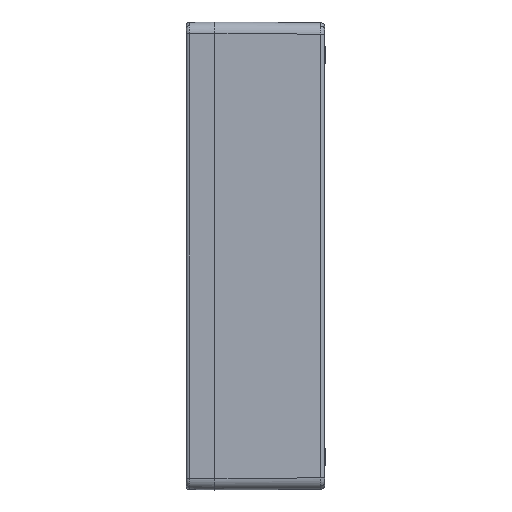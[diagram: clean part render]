
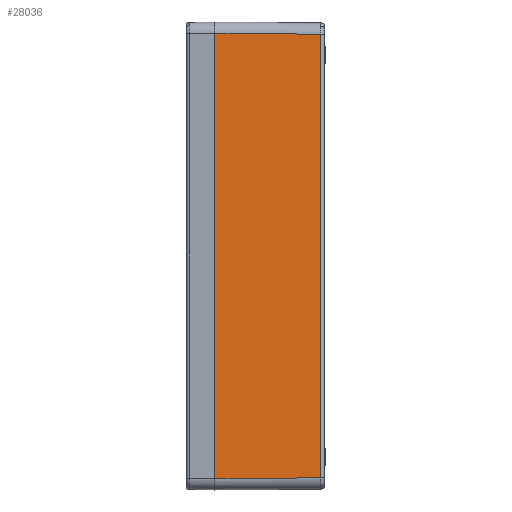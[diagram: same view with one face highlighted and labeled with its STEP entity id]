
A CAD part, left-side view. The second image highlights one B-rep face of the part: STEP entity #28036.
In plain terms, the highlighted planar face has unit normal (-1, -0.005, 0).
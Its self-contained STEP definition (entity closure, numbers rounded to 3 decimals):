
#501 = VERTEX_POINT ( 'NONE', #28035 ) ;
#18521 = DIRECTION ( 'NONE',  ( 0.005, -1., 0. ) ) ;
#18522 = DIRECTION ( 'NONE',  ( -1., -0.005, 0. ) ) ;
#18523 = CARTESIAN_POINT ( 'NONE',  ( -200., 2., -202.5 ) ) ;
#18524 = AXIS2_PLACEMENT_3D ( 'NONE', #18523, #18522, #18521 ) ;
#18526 = PLANE ( 'NONE',  #18524 ) ;
#18532 = FACE_OUTER_BOUND ( 'NONE', #27249, .T. ) ;
#19466 = CARTESIAN_POINT ( 'NONE',  ( -199.987, -0.5, 192.487 ) ) ;
#19467 = CARTESIAN_POINT ( 'NONE',  ( -199.987, -0.5, -192.487 ) ) ;
#19473 = DIRECTION ( 'NONE',  ( 0., 0., 1. ) ) ;
#19474 = VECTOR ( 'NONE', #19473, 1000. ) ;
#19475 = CARTESIAN_POINT ( 'NONE',  ( -199.987, -0.5, -202.5 ) ) ;
#19476 = LINE ( 'NONE', #19475, #19474 ) ;
#19875 = CARTESIAN_POINT ( 'NONE',  ( -199.51, -91.521, -192.01 ) ) ;
#19892 = DIRECTION ( 'NONE',  ( 0., 0., 1. ) ) ;
#19893 = VECTOR ( 'NONE', #19892, 1000. ) ;
#19894 = CARTESIAN_POINT ( 'NONE',  ( -199.51, -91.521, 191.99 ) ) ;
#19895 = LINE ( 'NONE', #19894, #19893 ) ;
#19905 = DIRECTION ( 'NONE',  ( 0.005, -1., 0.005 ) ) ;
#19906 = VECTOR ( 'NONE', #19905, 1000. ) ;
#19907 = CARTESIAN_POINT ( 'NONE',  ( -200., 2.052, -192.5 ) ) ;
#19908 = LINE ( 'NONE', #19907, #19906 ) ;
#20072 = DIRECTION ( 'NONE',  ( -0.005, 1., 0.005 ) ) ;
#20073 = VECTOR ( 'NONE', #20072, 1000. ) ;
#20074 = CARTESIAN_POINT ( 'NONE',  ( -199.989, -0.068, 192.489 ) ) ;
#20075 = LINE ( 'NONE', #20074, #20073 ) ;
#26943 = ORIENTED_EDGE ( 'NONE', *, *, #29213, .T. ) ;
#27249 = EDGE_LOOP ( 'NONE', ( #26943, #29191, #29511, #29508 ) ) ;
#28035 = CARTESIAN_POINT ( 'NONE',  ( -199.51, -91.521, 192.01 ) ) ;
#28036 = ADVANCED_FACE ( 'NONE', ( #18532 ), #18526, .T. ) ;
#29023 = EDGE_CURVE ( 'NONE', #29025, #29026, #19476, .T. ) ;
#29025 = VERTEX_POINT ( 'NONE', #19467 ) ;
#29026 = VERTEX_POINT ( 'NONE', #19466 ) ;
#29191 = ORIENTED_EDGE ( 'NONE', *, *, #29202, .T. ) ;
#29192 = VERTEX_POINT ( 'NONE', #19875 ) ;
#29202 = EDGE_CURVE ( 'NONE', #29192, #501, #19895, .T. ) ;
#29213 = EDGE_CURVE ( 'NONE', #29025, #29192, #19908, .T. ) ;
#29508 = ORIENTED_EDGE ( 'NONE', *, *, #29023, .F. ) ;
#29510 = EDGE_CURVE ( 'NONE', #501, #29026, #20075, .T. ) ;
#29511 = ORIENTED_EDGE ( 'NONE', *, *, #29510, .T. ) ;
